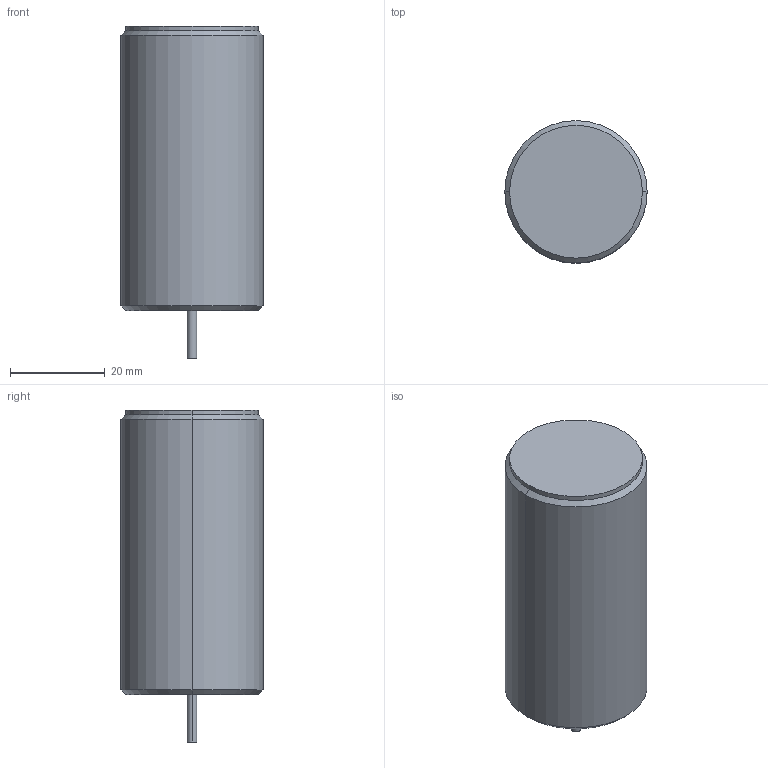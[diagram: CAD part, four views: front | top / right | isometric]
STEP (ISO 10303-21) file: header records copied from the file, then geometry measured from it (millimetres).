
FILE_DESCRIPTION((''),'2;1');
FILE_NAME('PRT0001','2012-02-14T',('dhelisch'),(''),'PRO/ENGINEER BY PARAMETRIC TECHNOLOGY CORPORATION, 2007250','PRO/ENGINEER BY PARAMETRIC TECHNOLOGY CORPORATION, 2007250','');
FILE_SCHEMA(('CONFIG_CONTROL_DESIGN'));
Length unit declared in the file: millimetre
Products named in the file (1): PRT0001
Bounding box: 30 x 30 x 70 mm (x, y, z)
Volume: 42259.7 mm3; surface area: 7012.1 mm2
Topology: 1 solids, 1 shells, 13 faces, 24 edges, 14 vertices
Faces by surface type: cylinder 6, cone 4, plane 3
Entity records: 546 total; most frequent: COLOUR_RGB 65, DIRECTION 64, CARTESIAN_POINT 51, ORIENTED_EDGE 48, PRESENTATION_STYLE_ASSIGNMENT 28, AXIS2_PLACEMENT_3D 27, STYLED_ITEM 25, CURVE_STYLE 24
